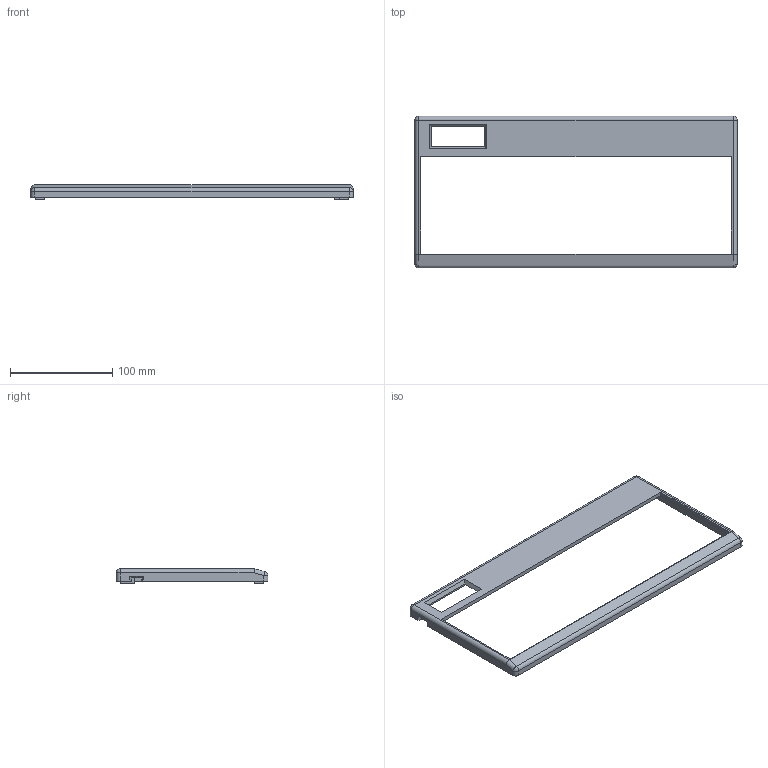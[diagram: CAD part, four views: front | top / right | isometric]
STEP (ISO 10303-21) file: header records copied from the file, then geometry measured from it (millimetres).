
FILE_DESCRIPTION(/* description */ ('STEP AP242 Edition 2','CAx-IF Rec.Pracs.---Representation and Presentation of Product Manufacturing Information (PMI)---4.0---2014-10-13','CAx-IF Rec.Pracs.---3D Tessellated Geometry---0.4---2014-09-14','2;1','CAx-IF Rec.Pracs.---User Defined Attributes---1.5---2016-08-15'),/* implementation_level */ '2;1');
FILE_NAME(/* name */ '692e08a73b37f2257eec993b',/* time_stamp */ '2025-12-01T21:29:11Z',/* author */ (''),/* organization */ (''),/* preprocessor_version */ 'ST-DEVELOPER v20',/* originating_system */ 'ONSHAPE BY PTC INC, 1.207',/* authorisation */ ' ');
FILE_SCHEMA (('AP242_MANAGED_MODEL_BASED_3D_ENGINEERING_MIM_LF { 1 0 10303 442 3 1 4 }'));
Length unit declared in the file: metre
Products named in the file (1): Part 2
Bounding box: 315.18 x 148.49 x 14 mm (x, y, z)
Volume: 93222.7 mm3; surface area: 53202.5 mm2
Topology: 1 solids, 1 shells, 59 faces, 155 edges, 96 vertices
Faces by surface type: plane 42, cylinder 13, sphere 4
Full cylindrical faces by diameter (mm): 6.3 x3
Entity records: 1772 total; most frequent: CARTESIAN_POINT 304, ORIENTED_EDGE 296, DIRECTION 292, EDGE_CURVE 148, LINE 124, VECTOR 124, VERTEX_POINT 96, AXIS2_PLACEMENT_3D 84
